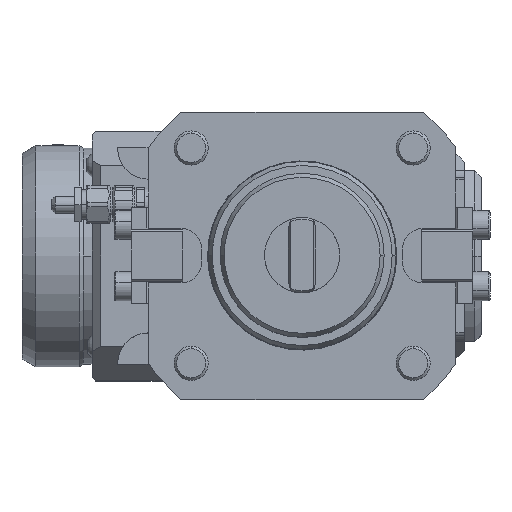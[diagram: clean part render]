
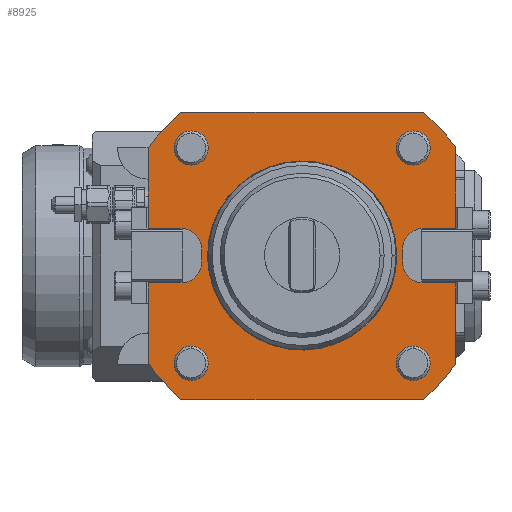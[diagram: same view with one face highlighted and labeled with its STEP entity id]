
A CAD part, top view. The second image highlights one B-rep face of the part: STEP entity #8925.
In plain terms, the highlighted planar face has unit normal (0, 0, 1).
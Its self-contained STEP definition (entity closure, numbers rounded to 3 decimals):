
#6595=CARTESIAN_POINT('',(45.,-8.,-0.));
#6596=VERTEX_POINT('',#6595);
#6603=CARTESIAN_POINT('',(45.,-31.623,-0.));
#6604=VERTEX_POINT('',#6603);
#6605=CARTESIAN_POINT('',(45.,-8.,-0.));
#6606=DIRECTION('',(0.,-1.,-0.));
#6607=VECTOR('',#6606,23.623);
#6608=LINE('',#6605,#6607);
#6609=EDGE_CURVE('',#6596,#6604,#6608,.T.);
#6650=CARTESIAN_POINT('',(45.,31.623,-0.));
#6651=VERTEX_POINT('',#6650);
#6658=CARTESIAN_POINT('',(45.,8.,-0.));
#6659=VERTEX_POINT('',#6658);
#6660=CARTESIAN_POINT('',(45.,31.623,-0.));
#6661=DIRECTION('',(0.,-1.,-0.));
#6662=VECTOR('',#6661,23.623);
#6663=LINE('',#6660,#6662);
#6664=EDGE_CURVE('',#6651,#6659,#6663,.T.);
#7585=CARTESIAN_POINT('',(-45.,8.,0.));
#7586=VERTEX_POINT('',#7585);
#7593=CARTESIAN_POINT('',(-45.,31.623,0.));
#7594=VERTEX_POINT('',#7593);
#7595=CARTESIAN_POINT('',(-45.,8.,0.));
#7596=DIRECTION('',(0.,1.,0.));
#7597=VECTOR('',#7596,23.623);
#7598=LINE('',#7595,#7597);
#7599=EDGE_CURVE('',#7586,#7594,#7598,.T.);
#7640=CARTESIAN_POINT('',(-45.,-31.623,0.));
#7641=VERTEX_POINT('',#7640);
#7648=CARTESIAN_POINT('',(-45.,-8.,0.));
#7649=VERTEX_POINT('',#7648);
#7650=CARTESIAN_POINT('',(-45.,-31.623,0.));
#7651=DIRECTION('',(0.,1.,0.));
#7652=VECTOR('',#7651,23.623);
#7653=LINE('',#7650,#7652);
#7654=EDGE_CURVE('',#7641,#7649,#7653,.T.);
#7882=CARTESIAN_POINT('',(32.5,-36.5,-0.));
#7883=VERTEX_POINT('',#7882);
#7890=CARTESIAN_POINT('',(32.5,-26.5,-0.));
#7891=VERTEX_POINT('',#7890);
#7892=CARTESIAN_POINT('',(32.5,-31.5,-0.));
#7893=DIRECTION('',(-0.,0.,-1.));
#7894=DIRECTION('',(-0.,-1.,-0.));
#7895=AXIS2_PLACEMENT_3D('',#7892,#7893,#7894);
#7896=CIRCLE('',#7895,5.);
#7897=EDGE_CURVE('',#7891,#7883,#7896,.T.);
#8076=CARTESIAN_POINT('',(32.5,26.5,-0.));
#8077=VERTEX_POINT('',#8076);
#8084=CARTESIAN_POINT('',(32.5,36.5,-0.));
#8085=VERTEX_POINT('',#8084);
#8086=CARTESIAN_POINT('',(32.5,31.5,-0.));
#8087=DIRECTION('',(-0.,0.,-1.));
#8088=DIRECTION('',(-0.,-1.,-0.));
#8089=AXIS2_PLACEMENT_3D('',#8086,#8087,#8088);
#8090=CIRCLE('',#8089,5.);
#8091=EDGE_CURVE('',#8085,#8077,#8090,.T.);
#8270=CARTESIAN_POINT('',(-32.5,26.5,0.));
#8271=VERTEX_POINT('',#8270);
#8278=CARTESIAN_POINT('',(-32.5,36.5,0.));
#8279=VERTEX_POINT('',#8278);
#8280=CARTESIAN_POINT('',(-32.5,31.5,0.));
#8281=DIRECTION('',(-0.,0.,-1.));
#8282=DIRECTION('',(-0.,-1.,-0.));
#8283=AXIS2_PLACEMENT_3D('',#8280,#8281,#8282);
#8284=CIRCLE('',#8283,5.);
#8285=EDGE_CURVE('',#8279,#8271,#8284,.T.);
#8464=CARTESIAN_POINT('',(-32.5,-36.5,0.));
#8465=VERTEX_POINT('',#8464);
#8472=CARTESIAN_POINT('',(-32.5,-26.5,0.));
#8473=VERTEX_POINT('',#8472);
#8474=CARTESIAN_POINT('',(-32.5,-31.5,0.));
#8475=DIRECTION('',(-0.,0.,-1.));
#8476=DIRECTION('',(-0.,-1.,-0.));
#8477=AXIS2_PLACEMENT_3D('',#8474,#8475,#8476);
#8478=CIRCLE('',#8477,5.);
#8479=EDGE_CURVE('',#8473,#8465,#8478,.T.);
#8726=CARTESIAN_POINT('',(0.,-0.,-0.));
#8727=DIRECTION('',(0.,-0.,1.));
#8728=DIRECTION('',(-0.,-1.,-0.));
#8729=AXIS2_PLACEMENT_3D('',#8726,#8727,#8728);
#8730=PLANE('',#8729);
#8731=CARTESIAN_POINT('',(35.5,-8.,-0.));
#8732=VERTEX_POINT('',#8731);
#8733=CARTESIAN_POINT('',(45.,-8.,-0.));
#8734=DIRECTION('',(-1.,0.,-0.));
#8735=VECTOR('',#8734,9.5);
#8736=LINE('',#8733,#8735);
#8737=EDGE_CURVE('',#6596,#8732,#8736,.T.);
#8738=ORIENTED_EDGE('',*,*,#8737,.T.);
#8739=CARTESIAN_POINT('',(29.4,-1.9,-0.));
#8740=VERTEX_POINT('',#8739);
#8741=CARTESIAN_POINT('',(35.5,-1.9,-0.));
#8742=DIRECTION('',(-0.,0.,-1.));
#8743=DIRECTION('',(-1.,0.,0.));
#8744=AXIS2_PLACEMENT_3D('',#8741,#8742,#8743);
#8745=CIRCLE('',#8744,6.1);
#8746=EDGE_CURVE('',#8732,#8740,#8745,.T.);
#8747=ORIENTED_EDGE('',*,*,#8746,.T.);
#8748=CARTESIAN_POINT('',(29.4,1.9,-0.));
#8749=VERTEX_POINT('',#8748);
#8750=CARTESIAN_POINT('',(29.4,-1.9,-0.));
#8751=DIRECTION('',(0.,1.,0.));
#8752=VECTOR('',#8751,3.8);
#8753=LINE('',#8750,#8752);
#8754=EDGE_CURVE('',#8740,#8749,#8753,.T.);
#8755=ORIENTED_EDGE('',*,*,#8754,.T.);
#8756=CARTESIAN_POINT('',(35.5,8.,-0.));
#8757=VERTEX_POINT('',#8756);
#8758=CARTESIAN_POINT('',(35.5,1.9,-0.));
#8759=DIRECTION('',(-0.,0.,-1.));
#8760=DIRECTION('',(0.,1.,0.));
#8761=AXIS2_PLACEMENT_3D('',#8758,#8759,#8760);
#8762=CIRCLE('',#8761,6.1);
#8763=EDGE_CURVE('',#8749,#8757,#8762,.T.);
#8764=ORIENTED_EDGE('',*,*,#8763,.T.);
#8765=CARTESIAN_POINT('',(35.5,8.,-0.));
#8766=DIRECTION('',(1.,0.,0.));
#8767=VECTOR('',#8766,9.5);
#8768=LINE('',#8765,#8767);
#8769=EDGE_CURVE('',#8757,#6659,#8768,.T.);
#8770=ORIENTED_EDGE('',*,*,#8769,.T.);
#8771=ORIENTED_EDGE('',*,*,#6664,.F.);
#8772=CARTESIAN_POINT('',(35.511,42.,-0.));
#8773=VERTEX_POINT('',#8772);
#8774=CARTESIAN_POINT('',(-0.,0.,-0.));
#8775=DIRECTION('',(0.,-0.,1.));
#8776=DIRECTION('',(-1.,0.,0.));
#8777=AXIS2_PLACEMENT_3D('',#8774,#8775,#8776);
#8778=CIRCLE('',#8777,55.);
#8779=EDGE_CURVE('',#6651,#8773,#8778,.T.);
#8780=ORIENTED_EDGE('',*,*,#8779,.T.);
#8781=CARTESIAN_POINT('',(-35.511,42.,0.));
#8782=VERTEX_POINT('',#8781);
#8783=CARTESIAN_POINT('',(-35.511,42.,0.));
#8784=DIRECTION('',(1.,0.,-0.));
#8785=VECTOR('',#8784,71.021);
#8786=LINE('',#8783,#8785);
#8787=EDGE_CURVE('',#8782,#8773,#8786,.T.);
#8788=ORIENTED_EDGE('',*,*,#8787,.F.);
#8789=CARTESIAN_POINT('',(-0.,0.,-0.));
#8790=DIRECTION('',(0.,-0.,1.));
#8791=DIRECTION('',(-1.,0.,0.));
#8792=AXIS2_PLACEMENT_3D('',#8789,#8790,#8791);
#8793=CIRCLE('',#8792,55.);
#8794=EDGE_CURVE('',#8782,#7594,#8793,.T.);
#8795=ORIENTED_EDGE('',*,*,#8794,.T.);
#8796=ORIENTED_EDGE('',*,*,#7599,.F.);
#8797=CARTESIAN_POINT('',(-35.5,8.,0.));
#8798=VERTEX_POINT('',#8797);
#8799=CARTESIAN_POINT('',(-45.,8.,0.));
#8800=DIRECTION('',(1.,0.,-0.));
#8801=VECTOR('',#8800,9.5);
#8802=LINE('',#8799,#8801);
#8803=EDGE_CURVE('',#7586,#8798,#8802,.T.);
#8804=ORIENTED_EDGE('',*,*,#8803,.T.);
#8805=CARTESIAN_POINT('',(-29.4,1.9,0.));
#8806=VERTEX_POINT('',#8805);
#8807=CARTESIAN_POINT('',(-35.5,1.9,0.));
#8808=DIRECTION('',(-0.,0.,-1.));
#8809=DIRECTION('',(1.,-0.,-0.));
#8810=AXIS2_PLACEMENT_3D('',#8807,#8808,#8809);
#8811=CIRCLE('',#8810,6.1);
#8812=EDGE_CURVE('',#8798,#8806,#8811,.T.);
#8813=ORIENTED_EDGE('',*,*,#8812,.T.);
#8814=CARTESIAN_POINT('',(-29.4,-1.9,0.));
#8815=VERTEX_POINT('',#8814);
#8816=CARTESIAN_POINT('',(-29.4,1.9,0.));
#8817=DIRECTION('',(0.,-1.,-0.));
#8818=VECTOR('',#8817,3.8);
#8819=LINE('',#8816,#8818);
#8820=EDGE_CURVE('',#8806,#8815,#8819,.T.);
#8821=ORIENTED_EDGE('',*,*,#8820,.T.);
#8822=CARTESIAN_POINT('',(-35.5,-8.,0.));
#8823=VERTEX_POINT('',#8822);
#8824=CARTESIAN_POINT('',(-35.5,-1.9,0.));
#8825=DIRECTION('',(-0.,0.,-1.));
#8826=DIRECTION('',(-0.,-1.,-0.));
#8827=AXIS2_PLACEMENT_3D('',#8824,#8825,#8826);
#8828=CIRCLE('',#8827,6.1);
#8829=EDGE_CURVE('',#8815,#8823,#8828,.T.);
#8830=ORIENTED_EDGE('',*,*,#8829,.T.);
#8831=CARTESIAN_POINT('',(-35.5,-8.,0.));
#8832=DIRECTION('',(-1.,0.,0.));
#8833=VECTOR('',#8832,9.5);
#8834=LINE('',#8831,#8833);
#8835=EDGE_CURVE('',#8823,#7649,#8834,.T.);
#8836=ORIENTED_EDGE('',*,*,#8835,.T.);
#8837=ORIENTED_EDGE('',*,*,#7654,.F.);
#8838=CARTESIAN_POINT('',(-35.511,-42.,0.));
#8839=VERTEX_POINT('',#8838);
#8840=CARTESIAN_POINT('',(-0.,0.,-0.));
#8841=DIRECTION('',(0.,-0.,1.));
#8842=DIRECTION('',(-1.,0.,0.));
#8843=AXIS2_PLACEMENT_3D('',#8840,#8841,#8842);
#8844=CIRCLE('',#8843,55.);
#8845=EDGE_CURVE('',#7641,#8839,#8844,.T.);
#8846=ORIENTED_EDGE('',*,*,#8845,.T.);
#8847=CARTESIAN_POINT('',(35.511,-42.,-0.));
#8848=VERTEX_POINT('',#8847);
#8849=CARTESIAN_POINT('',(35.511,-42.,-0.));
#8850=DIRECTION('',(-1.,0.,0.));
#8851=VECTOR('',#8850,71.021);
#8852=LINE('',#8849,#8851);
#8853=EDGE_CURVE('',#8848,#8839,#8852,.T.);
#8854=ORIENTED_EDGE('',*,*,#8853,.F.);
#8855=CARTESIAN_POINT('',(-0.,0.,-0.));
#8856=DIRECTION('',(0.,-0.,1.));
#8857=DIRECTION('',(-1.,0.,0.));
#8858=AXIS2_PLACEMENT_3D('',#8855,#8856,#8857);
#8859=CIRCLE('',#8858,55.);
#8860=EDGE_CURVE('',#8848,#6604,#8859,.T.);
#8861=ORIENTED_EDGE('',*,*,#8860,.T.);
#8862=ORIENTED_EDGE('',*,*,#6609,.F.);
#8863=EDGE_LOOP('',(#8738,#8747,#8755,#8764,#8770,#8771,#8780,#8788,#8795,#8796,#8804,#8813,#8821,#8830,#8836,#8837,#8846,#8854,#8861,#8862));
#8864=FACE_BOUND('',#8863,.T.);
#8865=ORIENTED_EDGE('',*,*,#7897,.T.);
#8866=CARTESIAN_POINT('',(32.5,-31.5,-0.));
#8867=DIRECTION('',(-0.,0.,-1.));
#8868=DIRECTION('',(-0.,-1.,-0.));
#8869=AXIS2_PLACEMENT_3D('',#8866,#8867,#8868);
#8870=CIRCLE('',#8869,5.);
#8871=EDGE_CURVE('',#7883,#7891,#8870,.T.);
#8872=ORIENTED_EDGE('',*,*,#8871,.T.);
#8873=EDGE_LOOP('',(#8865,#8872));
#8874=FACE_BOUND('',#8873,.T.);
#8875=ORIENTED_EDGE('',*,*,#8091,.T.);
#8876=CARTESIAN_POINT('',(32.5,31.5,-0.));
#8877=DIRECTION('',(-0.,0.,-1.));
#8878=DIRECTION('',(-0.,-1.,-0.));
#8879=AXIS2_PLACEMENT_3D('',#8876,#8877,#8878);
#8880=CIRCLE('',#8879,5.);
#8881=EDGE_CURVE('',#8077,#8085,#8880,.T.);
#8882=ORIENTED_EDGE('',*,*,#8881,.T.);
#8883=EDGE_LOOP('',(#8875,#8882));
#8884=FACE_BOUND('',#8883,.T.);
#8885=ORIENTED_EDGE('',*,*,#8285,.T.);
#8886=CARTESIAN_POINT('',(-32.5,31.5,0.));
#8887=DIRECTION('',(-0.,0.,-1.));
#8888=DIRECTION('',(-0.,-1.,-0.));
#8889=AXIS2_PLACEMENT_3D('',#8886,#8887,#8888);
#8890=CIRCLE('',#8889,5.);
#8891=EDGE_CURVE('',#8271,#8279,#8890,.T.);
#8892=ORIENTED_EDGE('',*,*,#8891,.T.);
#8893=EDGE_LOOP('',(#8885,#8892));
#8894=FACE_BOUND('',#8893,.T.);
#8895=ORIENTED_EDGE('',*,*,#8479,.T.);
#8896=CARTESIAN_POINT('',(-32.5,-31.5,0.));
#8897=DIRECTION('',(-0.,0.,-1.));
#8898=DIRECTION('',(-0.,-1.,-0.));
#8899=AXIS2_PLACEMENT_3D('',#8896,#8897,#8898);
#8900=CIRCLE('',#8899,5.);
#8901=EDGE_CURVE('',#8465,#8473,#8900,.T.);
#8902=ORIENTED_EDGE('',*,*,#8901,.T.);
#8903=EDGE_LOOP('',(#8895,#8902));
#8904=FACE_BOUND('',#8903,.T.);
#8905=CARTESIAN_POINT('',(27.5,-0.,-0.));
#8906=VERTEX_POINT('',#8905);
#8907=CARTESIAN_POINT('',(-27.5,-0.,0.));
#8908=VERTEX_POINT('',#8907);
#8909=CARTESIAN_POINT('',(0.,-0.,0.));
#8910=DIRECTION('',(0.,-0.,1.));
#8911=DIRECTION('',(1.,-0.,-0.));
#8912=AXIS2_PLACEMENT_3D('',#8909,#8910,#8911);
#8913=CIRCLE('',#8912,27.5);
#8914=EDGE_CURVE('',#8906,#8908,#8913,.T.);
#8915=ORIENTED_EDGE('',*,*,#8914,.F.);
#8916=CARTESIAN_POINT('',(0.,-0.,0.));
#8917=DIRECTION('',(0.,-0.,1.));
#8918=DIRECTION('',(1.,-0.,-0.));
#8919=AXIS2_PLACEMENT_3D('',#8916,#8917,#8918);
#8920=CIRCLE('',#8919,27.5);
#8921=EDGE_CURVE('',#8908,#8906,#8920,.T.);
#8922=ORIENTED_EDGE('',*,*,#8921,.F.);
#8923=EDGE_LOOP('',(#8915,#8922));
#8924=FACE_BOUND('',#8923,.T.);
#8925=ADVANCED_FACE('',(#8864,#8874,#8884,#8894,#8904,#8924),#8730,.T.);
